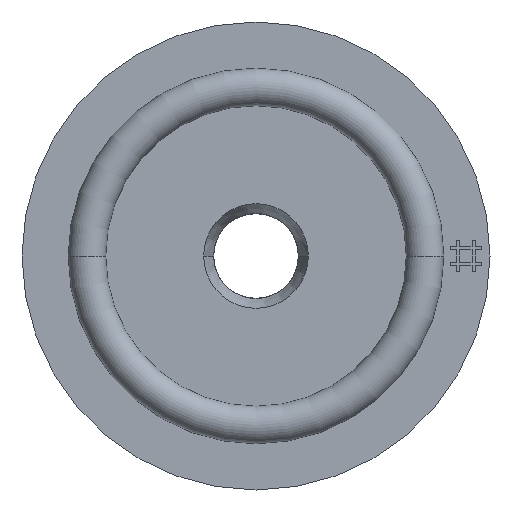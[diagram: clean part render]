
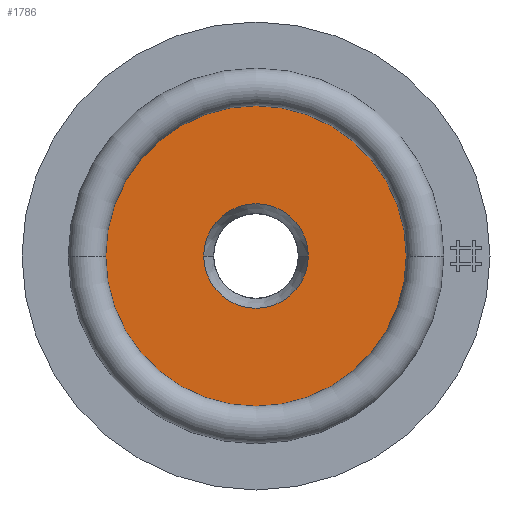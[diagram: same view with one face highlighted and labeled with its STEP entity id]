
A CAD part, front view. The second image highlights one B-rep face of the part: STEP entity #1786.
In plain terms, the highlighted planar face has unit normal (0, -1, 0).
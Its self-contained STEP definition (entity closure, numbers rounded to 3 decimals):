
#416=CARTESIAN_POINT('',(0.,0.,0.));
#417=DIRECTION('',(0.,-1.,0.));
#418=DIRECTION('',(1.,0.,0.));
#419=AXIS2_PLACEMENT_3D('',#416,#417,#418);
#421=CARTESIAN_POINT('',(0.,0.,0.));
#422=DIRECTION('',(0.,-1.,0.));
#423=DIRECTION('',(-1.,0.,0.));
#424=AXIS2_PLACEMENT_3D('',#421,#422,#423);
#436=CARTESIAN_POINT('',(0.,0.,0.));
#437=DIRECTION('',(0.,1.,0.));
#438=DIRECTION('',(1.,0.,0.));
#439=AXIS2_PLACEMENT_3D('',#436,#437,#438);
#441=CARTESIAN_POINT('',(0.,0.,0.));
#442=DIRECTION('',(0.,-1.,0.));
#443=DIRECTION('',(1.,0.,0.));
#444=AXIS2_PLACEMENT_3D('',#441,#442,#443);
#910=CARTESIAN_POINT('',(4.8,0.,0.));
#912=VERTEX_POINT('',#910);
#918=CARTESIAN_POINT('',(-4.8,0.,0.));
#920=VERTEX_POINT('',#918);
#1010=CARTESIAN_POINT('',(1.67,0.,0.));
#1011=CARTESIAN_POINT('',(-1.67,0.,0.));
#1012=VERTEX_POINT('',#1010);
#1013=VERTEX_POINT('',#1011);
#1770=CARTESIAN_POINT('',(0.,0.,0.));
#1771=DIRECTION('',(0.,-1.,0.));
#1772=DIRECTION('',(-1.,0.,0.));
#1773=AXIS2_PLACEMENT_3D('',#1770,#1771,#1772);
#1774=PLANE('',#1773);
#1776=ORIENTED_EDGE('',*,*,#1775,.T.);
#1778=ORIENTED_EDGE('',*,*,#1777,.F.);
#1779=EDGE_LOOP('',(#1776,#1778));
#1780=FACE_OUTER_BOUND('',#1779,.F.);
#1782=ORIENTED_EDGE('',*,*,#1781,.T.);
#1783=ORIENTED_EDGE('',*,*,#1760,.T.);
#1784=EDGE_LOOP('',(#1782,#1783));
#1785=FACE_BOUND('',#1784,.F.);
#1786=ADVANCED_FACE('',(#1780,#1785),#1774,.T.);
#420=CIRCLE('',#419,1.67);
#425=CIRCLE('',#424,1.67);
#440=CIRCLE('',#439,4.8);
#445=CIRCLE('',#444,4.8);
#1760=EDGE_CURVE('',#1013,#1012,#425,.T.);
#1775=EDGE_CURVE('',#912,#920,#440,.T.);
#1777=EDGE_CURVE('',#912,#920,#445,.T.);
#1781=EDGE_CURVE('',#1012,#1013,#420,.T.);
